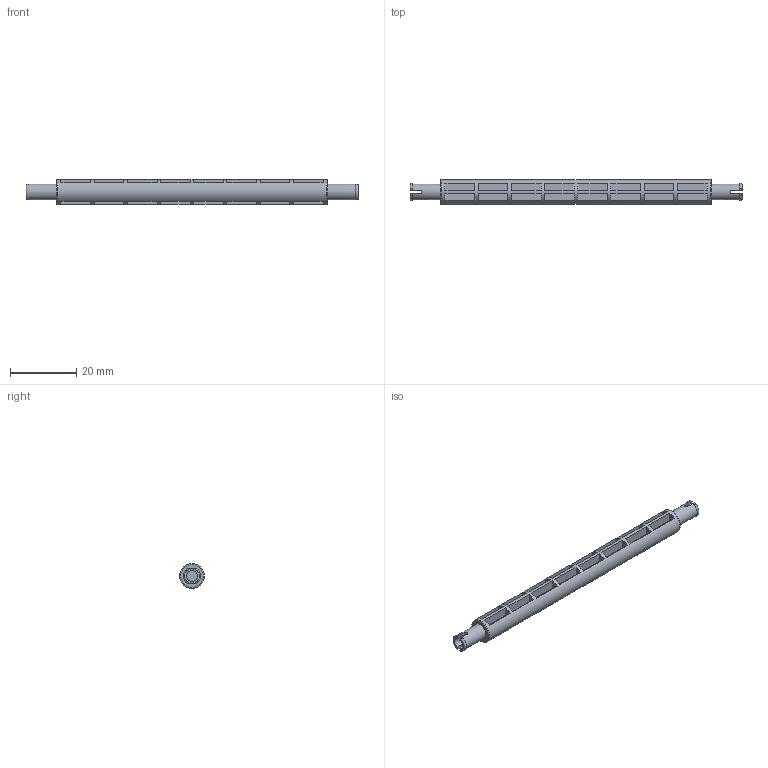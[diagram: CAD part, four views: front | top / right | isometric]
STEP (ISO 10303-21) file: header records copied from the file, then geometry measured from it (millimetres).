
FILE_DESCRIPTION(/* description */ (''),/* implementation_level */ '2;1');
FILE_NAME(/* name */ 'RB8.stp',/* time_stamp */ '2019-05-10T14:20:35+02:00',/* author */ ('Varga Daniel'),/* organization */ (''),/* preprocessor_version */ 'ST-DEVELOPER v18',/* originating_system */ 'Autodesk Inventor 2020',/* authorisation */ '');
FILE_SCHEMA (('AUTOMOTIVE_DESIGN { 1 0 10303 214 3 1 1 }'));
Length unit declared in the file: millimetre
Products named in the file (1): RB8
Bounding box: 100.05 x 7.5 x 7.5 mm (x, y, z)
Volume: 2384.2 mm3; surface area: 4022.5 mm2
Topology: 1 solids, 1 shells, 199 faces, 486 edges, 323 vertices
Faces by surface type: plane 184, cylinder 9, torus 6
Full cylindrical faces by diameter (mm): 3.35 x2, 4.8 x2, 7.5 x1
Entity records: 6118 total; most frequent: CARTESIAN_POINT 1321, ORIENTED_EDGE 972, DIRECTION 959, EDGE_CURVE 486, LINE 365, VECTOR 365, VERTEX_POINT 323, AXIS2_PLACEMENT_3D 297
